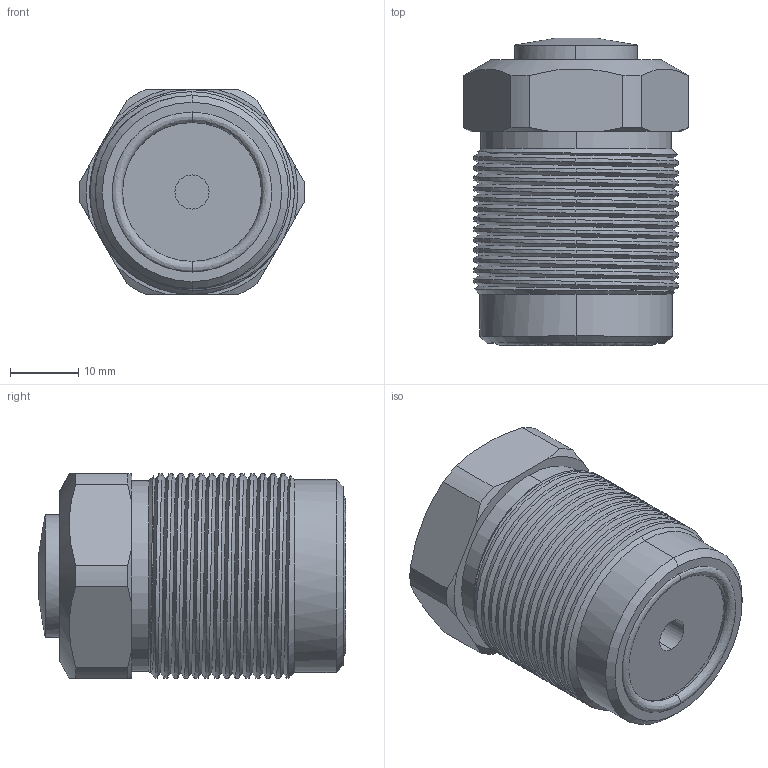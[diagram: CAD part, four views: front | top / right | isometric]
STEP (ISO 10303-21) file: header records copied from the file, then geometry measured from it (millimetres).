
FILE_DESCRIPTION (( 'STEP AP214' ), '1' );
FILE_NAME ('CTC-P030R-10.STEP', '2020-10-25T02:27:32', ( 'PC' ), ( '' ), 'SwSTEP 2.0', 'SolidWorks 2016', '' );
FILE_SCHEMA (( 'AUTOMOTIVE_DESIGN' ));
Length unit declared in the file: millimetre
Products named in the file (3): AS568-019_1; CTC-P030R-10; CTC-P030R-10BT
Assembly tree (2 placements, depth 2):
  CTC-P030R-10
    AS568-019_1
    CTC-P030R-10BT
Bounding box: 32.98 x 45.05 x 30 mm (x, y, z)
Volume: 173 mm3; surface area: 7541.2 mm2
Topology: 1 solids, 3 shells, 78 faces, 203 edges, 133 vertices
Faces by surface type: cylinder 44, cone 14, plane 11, bspline 9
Entity records: 5418 total; most frequent: CARTESIAN_POINT 3600, ORIENTED_EDGE 404, DIRECTION 322, EDGE_CURVE 203, VERTEX_POINT 133, AXIS2_PLACEMENT_3D 130, EDGE_LOOP 83, FACE_OUTER_BOUND 78
